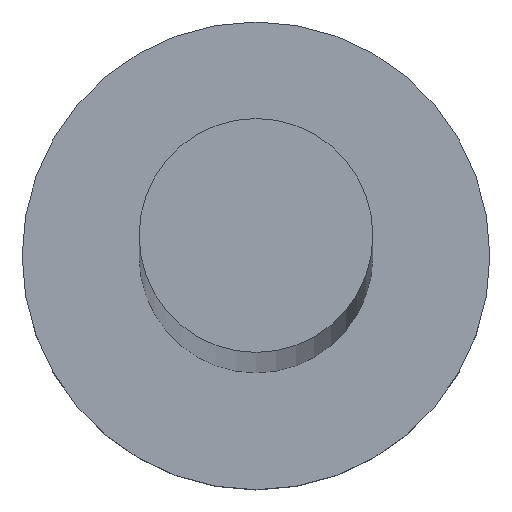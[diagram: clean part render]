
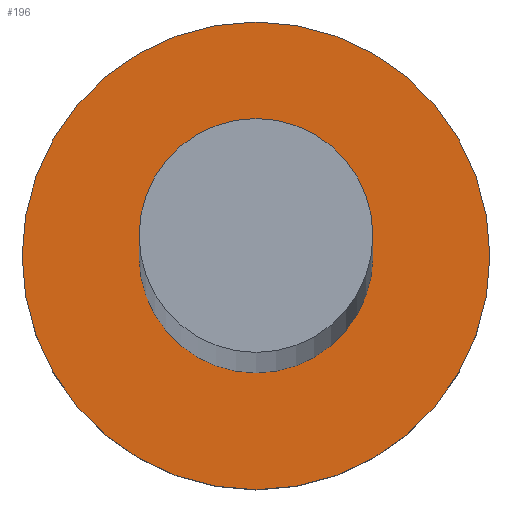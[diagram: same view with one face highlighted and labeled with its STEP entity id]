
A CAD part, top view. The second image highlights one B-rep face of the part: STEP entity #196.
In plain terms, the highlighted planar face has unit normal (0, 0, 1).
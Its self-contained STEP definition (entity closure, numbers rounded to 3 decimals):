
#6 = CIRCLE ( 'NONE', #150, 5. ) ;
#12 = FACE_BOUND ( 'NONE', #148, .T. ) ;
#19 = CARTESIAN_POINT ( 'NONE',  ( -5., 0., 3. ) ) ;
#20 = EDGE_CURVE ( 'NONE', #119, #42, #6, .T. ) ;
#29 = ORIENTED_EDGE ( 'NONE', *, *, #20, .T. ) ;
#42 = VERTEX_POINT ( 'NONE', #19 ) ;
#48 = CARTESIAN_POINT ( 'NONE',  ( 2.5, 0., 3. ) ) ;
#64 = VERTEX_POINT ( 'NONE', #48 ) ;
#65 = CIRCLE ( 'NONE', #117, 2.5 ) ;
#73 = VERTEX_POINT ( 'NONE', #124 ) ;
#76 = DIRECTION ( 'NONE',  ( 1., 0., 0. ) ) ;
#88 = CARTESIAN_POINT ( 'NONE',  ( 0., 0., 3. ) ) ;
#93 = CARTESIAN_POINT ( 'NONE',  ( 5., 0., 3. ) ) ;
#97 = DIRECTION ( 'NONE',  ( 0., 0., 1. ) ) ;
#99 = EDGE_LOOP ( 'NONE', ( #174, #29 ) ) ;
#112 = CARTESIAN_POINT ( 'NONE',  ( 0., 0., 3. ) ) ;
#117 = AXIS2_PLACEMENT_3D ( 'NONE', #194, #97, #171 ) ;
#119 = VERTEX_POINT ( 'NONE', #93 ) ;
#121 = DIRECTION ( 'NONE',  ( 0., 0., 1. ) ) ;
#124 = CARTESIAN_POINT ( 'NONE',  ( -2.5, 0., 3. ) ) ;
#128 = CARTESIAN_POINT ( 'NONE',  ( 0., 0., 3. ) ) ;
#131 = DIRECTION ( 'NONE',  ( 1., 0., 0. ) ) ;
#135 = EDGE_CURVE ( 'NONE', #73, #64, #222, .T. ) ;
#136 = AXIS2_PLACEMENT_3D ( 'NONE', #128, #233, #76 ) ;
#140 = DIRECTION ( 'NONE',  ( 1., 0., 0. ) ) ;
#147 = ORIENTED_EDGE ( 'NONE', *, *, #249, .F. ) ;
#148 = EDGE_LOOP ( 'NONE', ( #165, #147 ) ) ;
#149 = CARTESIAN_POINT ( 'NONE',  ( 0., 0., 3. ) ) ;
#150 = AXIS2_PLACEMENT_3D ( 'NONE', #88, #121, #140 ) ;
#158 = CIRCLE ( 'NONE', #183, 5. ) ;
#165 = ORIENTED_EDGE ( 'NONE', *, *, #135, .F. ) ;
#169 = DIRECTION ( 'NONE',  ( 0., 0., 1. ) ) ;
#171 = DIRECTION ( 'NONE',  ( 1., 0., 0. ) ) ;
#174 = ORIENTED_EDGE ( 'NONE', *, *, #202, .T. ) ;
#183 = AXIS2_PLACEMENT_3D ( 'NONE', #112, #169, #190 ) ;
#190 = DIRECTION ( 'NONE',  ( 1., 0., 0. ) ) ;
#194 = CARTESIAN_POINT ( 'NONE',  ( 0., 0., 3. ) ) ;
#196 = ADVANCED_FACE ( 'NONE', ( #12, #215 ), #250, .T. ) ;
#202 = EDGE_CURVE ( 'NONE', #42, #119, #158, .T. ) ;
#215 = FACE_OUTER_BOUND ( 'NONE', #99, .T. ) ;
#218 = AXIS2_PLACEMENT_3D ( 'NONE', #149, #231, #131 ) ;
#222 = CIRCLE ( 'NONE', #136, 2.5 ) ;
#231 = DIRECTION ( 'NONE',  ( 0., 0., 1. ) ) ;
#233 = DIRECTION ( 'NONE',  ( 0., 0., 1. ) ) ;
#249 = EDGE_CURVE ( 'NONE', #64, #73, #65, .T. ) ;
#250 = PLANE ( 'NONE',  #218 ) ;
